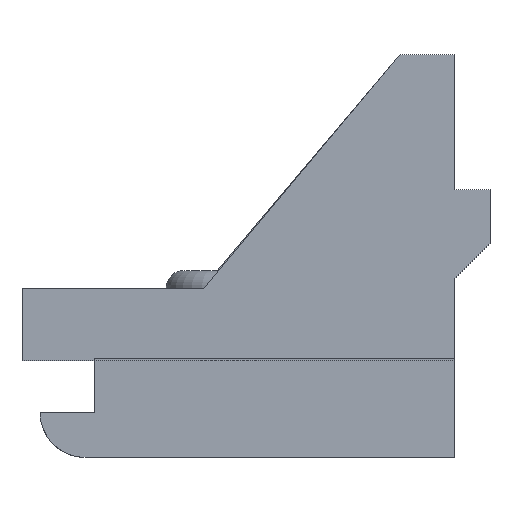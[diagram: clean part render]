
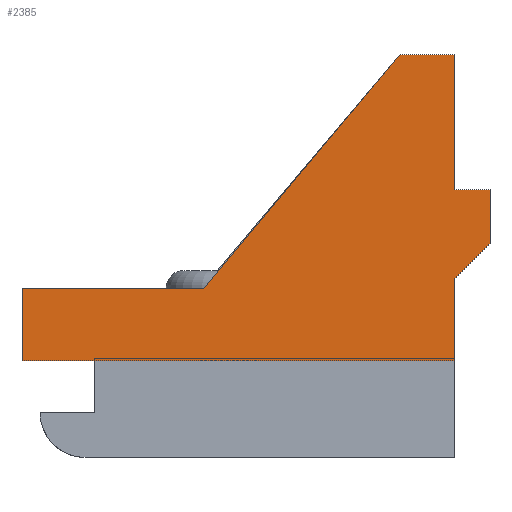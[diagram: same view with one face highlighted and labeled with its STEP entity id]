
A CAD part, front view. The second image highlights one B-rep face of the part: STEP entity #2385.
In plain terms, the highlighted planar face has unit normal (0, -1, 0).
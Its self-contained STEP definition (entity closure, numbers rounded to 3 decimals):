
#55 = VERTEX_POINT ( 'NONE', #245 ) ;
#96 = VERTEX_POINT ( 'NONE', #2022 ) ;
#100 = EDGE_CURVE ( 'NONE', #1684, #1394, #2642, .T. ) ;
#102 = CARTESIAN_POINT ( 'NONE',  ( -0.758, -6.758, 9.5 ) ) ;
#147 = CARTESIAN_POINT ( 'NONE',  ( -26.758, -6.758, 0. ) ) ;
#157 = EDGE_CURVE ( 'NONE', #2255, #1384, #2175, .T. ) ;
#225 = DIRECTION ( 'NONE',  ( 1., 0., 0. ) ) ;
#245 = CARTESIAN_POINT ( 'NONE',  ( -26.758, -6.758, 4. ) ) ;
#282 = VERTEX_POINT ( 'NONE', #147 ) ;
#303 = DIRECTION ( 'NONE',  ( 1., 0., 0. ) ) ;
#321 = ORIENTED_EDGE ( 'NONE', *, *, #1445, .F. ) ;
#333 = EDGE_LOOP ( 'NONE', ( #412, #947, #321, #727, #359, #2167, #2684, #787, #652, #2025 ) ) ;
#359 = ORIENTED_EDGE ( 'NONE', *, *, #2030, .F. ) ;
#381 = CARTESIAN_POINT ( 'NONE',  ( -26.758, -6.758, 4. ) ) ;
#412 = ORIENTED_EDGE ( 'NONE', *, *, #1739, .F. ) ;
#440 = CARTESIAN_POINT ( 'NONE',  ( -2.758, -6.758, 0. ) ) ;
#463 = PLANE ( 'NONE',  #1648 ) ;
#487 = CARTESIAN_POINT ( 'NONE',  ( -5.758, -6.758, 17. ) ) ;
#499 = DIRECTION ( 'NONE',  ( -1., 0., 0. ) ) ;
#557 = VECTOR ( 'NONE', #499, 1000. ) ;
#644 = VERTEX_POINT ( 'NONE', #744 ) ;
#652 = ORIENTED_EDGE ( 'NONE', *, *, #1305, .T. ) ;
#690 = DIRECTION ( 'NONE',  ( 0., 0., -1. ) ) ;
#695 = VECTOR ( 'NONE', #225, 1000. ) ;
#727 = ORIENTED_EDGE ( 'NONE', *, *, #100, .T. ) ;
#744 = CARTESIAN_POINT ( 'NONE',  ( -16.666, -6.758, 4. ) ) ;
#787 = ORIENTED_EDGE ( 'NONE', *, *, #2479, .F. ) ;
#799 = LINE ( 'NONE', #1640, #1231 ) ;
#866 = VERTEX_POINT ( 'NONE', #440 ) ;
#874 = CARTESIAN_POINT ( 'NONE',  ( -2.758, -6.758, 17. ) ) ;
#910 = VECTOR ( 'NONE', #303, 1000. ) ;
#947 = ORIENTED_EDGE ( 'NONE', *, *, #2253, .T. ) ;
#1021 = LINE ( 'NONE', #2736, #695 ) ;
#1024 = VECTOR ( 'NONE', #690, 1000. ) ;
#1085 = DIRECTION ( 'NONE',  ( 0., 0., -1. ) ) ;
#1113 = FACE_OUTER_BOUND ( 'NONE', #333, .T. ) ;
#1207 = DIRECTION ( 'NONE',  ( 0., 0., -1. ) ) ;
#1231 = VECTOR ( 'NONE', #1207, 1000. ) ;
#1237 = CARTESIAN_POINT ( 'NONE',  ( -0.758, -6.758, 9.5 ) ) ;
#1279 = LINE ( 'NONE', #2771, #2315 ) ;
#1305 = EDGE_CURVE ( 'NONE', #55, #282, #2367, .T. ) ;
#1377 = LINE ( 'NONE', #2038, #1024 ) ;
#1384 = VERTEX_POINT ( 'NONE', #874 ) ;
#1394 = VERTEX_POINT ( 'NONE', #1522 ) ;
#1445 = EDGE_CURVE ( 'NONE', #1684, #1794, #1377, .T. ) ;
#1475 = CARTESIAN_POINT ( 'NONE',  ( -5.758, -6.758, 17. ) ) ;
#1494 = EDGE_CURVE ( 'NONE', #2255, #644, #2252, .T. ) ;
#1502 = LINE ( 'NONE', #1713, #1865 ) ;
#1522 = CARTESIAN_POINT ( 'NONE',  ( -2.758, -6.758, 9.5 ) ) ;
#1640 = CARTESIAN_POINT ( 'NONE',  ( -2.758, -6.758, 4. ) ) ;
#1648 = AXIS2_PLACEMENT_3D ( 'NONE', #2621, #1798, #2014 ) ;
#1651 = VECTOR ( 'NONE', #1085, 1000. ) ;
#1684 = VERTEX_POINT ( 'NONE', #1237 ) ;
#1713 = CARTESIAN_POINT ( 'NONE',  ( -0.758, -6.758, 6.5 ) ) ;
#1739 = EDGE_CURVE ( 'NONE', #96, #866, #1279, .T. ) ;
#1777 = CARTESIAN_POINT ( 'NONE',  ( -2.758, -6.758, 17. ) ) ;
#1794 = VERTEX_POINT ( 'NONE', #2551 ) ;
#1798 = DIRECTION ( 'NONE',  ( 0., 1., 0. ) ) ;
#1865 = VECTOR ( 'NONE', #2547, 1000. ) ;
#1924 = VECTOR ( 'NONE', #1994, 1000. ) ;
#1994 = DIRECTION ( 'NONE',  ( -0.643, 0., -0.766 ) ) ;
#2014 = DIRECTION ( 'NONE',  ( 0., 0., 1. ) ) ;
#2022 = CARTESIAN_POINT ( 'NONE',  ( -2.758, -6.758, 4.5 ) ) ;
#2025 = ORIENTED_EDGE ( 'NONE', *, *, #2077, .T. ) ;
#2030 = EDGE_CURVE ( 'NONE', #1384, #1394, #799, .T. ) ;
#2038 = CARTESIAN_POINT ( 'NONE',  ( -0.758, -6.758, 9.5 ) ) ;
#2077 = EDGE_CURVE ( 'NONE', #282, #866, #1021, .T. ) ;
#2167 = ORIENTED_EDGE ( 'NONE', *, *, #157, .F. ) ;
#2175 = LINE ( 'NONE', #1777, #910 ) ;
#2215 = VECTOR ( 'NONE', #2678, 1000. ) ;
#2252 = LINE ( 'NONE', #487, #1924 ) ;
#2253 = EDGE_CURVE ( 'NONE', #96, #1794, #1502, .T. ) ;
#2255 = VERTEX_POINT ( 'NONE', #1475 ) ;
#2315 = VECTOR ( 'NONE', #2337, 1000. ) ;
#2337 = DIRECTION ( 'NONE',  ( 0., 0., -1. ) ) ;
#2367 = LINE ( 'NONE', #2382, #1651 ) ;
#2382 = CARTESIAN_POINT ( 'NONE',  ( -26.758, -6.758, 4. ) ) ;
#2385 = ADVANCED_FACE ( 'NONE', ( #1113 ), #463, .F. ) ;
#2479 = EDGE_CURVE ( 'NONE', #55, #644, #2693, .T. ) ;
#2547 = DIRECTION ( 'NONE',  ( 0.707, 0., 0.707 ) ) ;
#2551 = CARTESIAN_POINT ( 'NONE',  ( -0.758, -6.758, 6.5 ) ) ;
#2621 = CARTESIAN_POINT ( 'NONE',  ( -26.758, -6.758, 4. ) ) ;
#2642 = LINE ( 'NONE', #102, #557 ) ;
#2678 = DIRECTION ( 'NONE',  ( 1., 0., 0. ) ) ;
#2684 = ORIENTED_EDGE ( 'NONE', *, *, #1494, .T. ) ;
#2693 = LINE ( 'NONE', #381, #2215 ) ;
#2736 = CARTESIAN_POINT ( 'NONE',  ( -26.758, -6.758, 0. ) ) ;
#2771 = CARTESIAN_POINT ( 'NONE',  ( -2.758, -6.758, 4. ) ) ;
